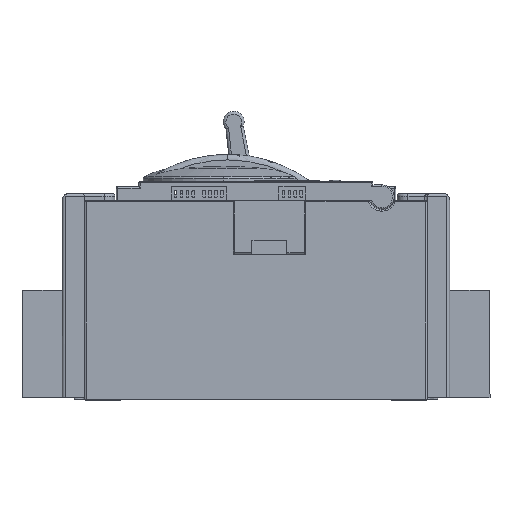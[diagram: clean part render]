
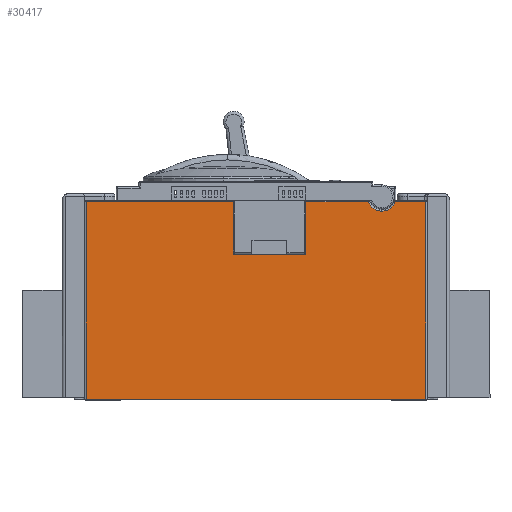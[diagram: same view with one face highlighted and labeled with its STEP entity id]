
A CAD part, left-side view. The second image highlights one B-rep face of the part: STEP entity #30417.
In plain terms, the highlighted face is planar.
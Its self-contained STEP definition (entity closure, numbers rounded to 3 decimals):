
#133 = CARTESIAN_POINT ( 'NONE',  ( 86., 0., 43. ) ) ;
#421 = CARTESIAN_POINT ( 'NONE',  ( 109.333, 0., 62.5 ) ) ;
#2085 = ORIENTED_EDGE ( 'NONE', *, *, #58479, .T. ) ;
#2146 = DIRECTION ( 'NONE',  ( 0., 0., -1. ) ) ;
#2664 = EDGE_CURVE ( 'NONE', #11472, #4708, #12544, .T. ) ;
#4708 = VERTEX_POINT ( 'NONE', #46269 ) ;
#5448 = VERTEX_POINT ( 'NONE', #32464 ) ;
#6484 = CARTESIAN_POINT ( 'NONE',  ( 67.5, 0., 43. ) ) ;
#8348 = CARTESIAN_POINT ( 'NONE',  ( 130.7, 0., 62.5 ) ) ;
#8865 = EDGE_CURVE ( 'NONE', #41177, #70808, #43829, .T. ) ;
#9058 = CARTESIAN_POINT ( 'NONE',  ( 59., 0., 43. ) ) ;
#9828 = CARTESIAN_POINT ( 'NONE',  ( 67.5, 0., -11. ) ) ;
#9868 = ORIENTED_EDGE ( 'NONE', *, *, #29869, .T. ) ;
#10442 = CARTESIAN_POINT ( 'NONE',  ( 130.7, 0., -11. ) ) ;
#11424 = DIRECTION ( 'NONE',  ( 0., -1., 0. ) ) ;
#11472 = VERTEX_POINT ( 'NONE', #40498 ) ;
#11696 = DIRECTION ( 'NONE',  ( 0., 1., 0. ) ) ;
#12544 = CIRCLE ( 'NONE', #58558, 5.25 ) ;
#12842 = CARTESIAN_POINT ( 'NONE',  ( 67.5, 0., 43. ) ) ;
#13040 = VECTOR ( 'NONE', #32947, 1000. ) ;
#13272 = VERTEX_POINT ( 'NONE', #421 ) ;
#13400 = LINE ( 'NONE', #40710, #25244 ) ;
#13999 = DIRECTION ( 'NONE',  ( -1., 0., 0. ) ) ;
#14835 = EDGE_CURVE ( 'NONE', #33595, #29779, #17409, .T. ) ;
#15500 = LINE ( 'NONE', #9828, #13040 ) ;
#15840 = CARTESIAN_POINT ( 'NONE',  ( 4.3, 0., -11. ) ) ;
#17041 = ORIENTED_EDGE ( 'NONE', *, *, #27108, .T. ) ;
#17409 = LINE ( 'NONE', #12842, #67306 ) ;
#17903 = CARTESIAN_POINT ( 'NONE',  ( 59., 0., 36. ) ) ;
#18142 = ORIENTED_EDGE ( 'NONE', *, *, #14835, .T. ) ;
#18358 = DIRECTION ( 'NONE',  ( -1., 0., 0. ) ) ;
#18538 = CARTESIAN_POINT ( 'NONE',  ( 114.3, 0., 64.2 ) ) ;
#19006 = DIRECTION ( 'NONE',  ( 0., 0., 1. ) ) ;
#19099 = VECTOR ( 'NONE', #30383, 1000. ) ;
#19219 = CARTESIAN_POINT ( 'NONE',  ( 4.3, 0., 43. ) ) ;
#19710 = ORIENTED_EDGE ( 'NONE', *, *, #8865, .T. ) ;
#23589 = DIRECTION ( 'NONE',  ( 0., 0., -1. ) ) ;
#25244 = VECTOR ( 'NONE', #18358, 1000. ) ;
#25245 = LINE ( 'NONE', #70775, #26671 ) ;
#25300 = ORIENTED_EDGE ( 'NONE', *, *, #64466, .T. ) ;
#26671 = VECTOR ( 'NONE', #59401, 1000. ) ;
#27108 = EDGE_CURVE ( 'NONE', #13272, #65059, #63784, .T. ) ;
#27124 = EDGE_CURVE ( 'NONE', #5448, #29779, #47092, .T. ) ;
#28738 = DIRECTION ( 'NONE',  ( 0., 0., -1. ) ) ;
#29779 = VERTEX_POINT ( 'NONE', #9058 ) ;
#29869 = EDGE_CURVE ( 'NONE', #70808, #71215, #15500, .T. ) ;
#30383 = DIRECTION ( 'NONE',  ( -1., 0., 0. ) ) ;
#30417 = ADVANCED_FACE ( 'NONE', ( #33802 ), #34179, .T. ) ;
#30426 = ORIENTED_EDGE ( 'NONE', *, *, #57813, .T. ) ;
#32464 = CARTESIAN_POINT ( 'NONE',  ( 59., 0., 62.5 ) ) ;
#32947 = DIRECTION ( 'NONE',  ( 1., 0., 0. ) ) ;
#33595 = VERTEX_POINT ( 'NONE', #133 ) ;
#33733 = CARTESIAN_POINT ( 'NONE',  ( 4.3, 0., 62.5 ) ) ;
#33802 = FACE_OUTER_BOUND ( 'NONE', #38243, .T. ) ;
#34043 = ORIENTED_EDGE ( 'NONE', *, *, #27124, .F. ) ;
#34179 = PLANE ( 'NONE',  #61542 ) ;
#35496 = ORIENTED_EDGE ( 'NONE', *, *, #57031, .T. ) ;
#38243 = EDGE_LOOP ( 'NONE', ( #9868, #25300, #30426, #50761, #35496, #17041, #2085, #18142, #34043, #73888, #19710 ) ) ;
#40480 = CARTESIAN_POINT ( 'NONE',  ( 114.3, 0., 64.2 ) ) ;
#40498 = CARTESIAN_POINT ( 'NONE',  ( 119.267, 0., 62.5 ) ) ;
#40710 = CARTESIAN_POINT ( 'NONE',  ( 67.5, 0., 62.5 ) ) ;
#40968 = DIRECTION ( 'NONE',  ( 0., 0., -1. ) ) ;
#41177 = VERTEX_POINT ( 'NONE', #33733 ) ;
#41991 = DIRECTION ( 'NONE',  ( 0., 1., 0. ) ) ;
#43543 = LINE ( 'NONE', #72767, #71661 ) ;
#43829 = LINE ( 'NONE', #19219, #66505 ) ;
#46269 = CARTESIAN_POINT ( 'NONE',  ( 114.3, 0., 58.95 ) ) ;
#47092 = LINE ( 'NONE', #17903, #48162 ) ;
#47557 = CARTESIAN_POINT ( 'NONE',  ( 86., 0., 62.5 ) ) ;
#47817 = LINE ( 'NONE', #70965, #71494 ) ;
#48162 = VECTOR ( 'NONE', #23589, 1000. ) ;
#50761 = ORIENTED_EDGE ( 'NONE', *, *, #2664, .T. ) ;
#55382 = VERTEX_POINT ( 'NONE', #8348 ) ;
#57031 = EDGE_CURVE ( 'NONE', #4708, #13272, #72337, .T. ) ;
#57813 = EDGE_CURVE ( 'NONE', #55382, #11472, #13400, .T. ) ;
#58479 = EDGE_CURVE ( 'NONE', #65059, #33595, #25245, .T. ) ;
#58558 = AXIS2_PLACEMENT_3D ( 'NONE', #40480, #11696, #28738 ) ;
#59099 = DIRECTION ( 'NONE',  ( -1., 0., 0. ) ) ;
#59401 = DIRECTION ( 'NONE',  ( 0., 0., -1. ) ) ;
#59474 = DIRECTION ( 'NONE',  ( 0., 0., -1. ) ) ;
#61542 = AXIS2_PLACEMENT_3D ( 'NONE', #6484, #11424, #40968 ) ;
#62658 = AXIS2_PLACEMENT_3D ( 'NONE', #18538, #41991, #59474 ) ;
#63784 = LINE ( 'NONE', #64166, #19099 ) ;
#64166 = CARTESIAN_POINT ( 'NONE',  ( 86., 0., 62.5 ) ) ;
#64466 = EDGE_CURVE ( 'NONE', #71215, #55382, #47817, .T. ) ;
#65059 = VERTEX_POINT ( 'NONE', #47557 ) ;
#66505 = VECTOR ( 'NONE', #2146, 1000. ) ;
#67306 = VECTOR ( 'NONE', #59099, 1000. ) ;
#70775 = CARTESIAN_POINT ( 'NONE',  ( 86., 0., 36. ) ) ;
#70808 = VERTEX_POINT ( 'NONE', #15840 ) ;
#70965 = CARTESIAN_POINT ( 'NONE',  ( 130.7, 0., 43. ) ) ;
#71215 = VERTEX_POINT ( 'NONE', #10442 ) ;
#71494 = VECTOR ( 'NONE', #19006, 1000. ) ;
#71661 = VECTOR ( 'NONE', #13999, 1000. ) ;
#72337 = CIRCLE ( 'NONE', #62658, 5.25 ) ;
#72767 = CARTESIAN_POINT ( 'NONE',  ( 67.5, 0., 62.5 ) ) ;
#73888 = ORIENTED_EDGE ( 'NONE', *, *, #73938, .T. ) ;
#73938 = EDGE_CURVE ( 'NONE', #5448, #41177, #43543, .T. ) ;
